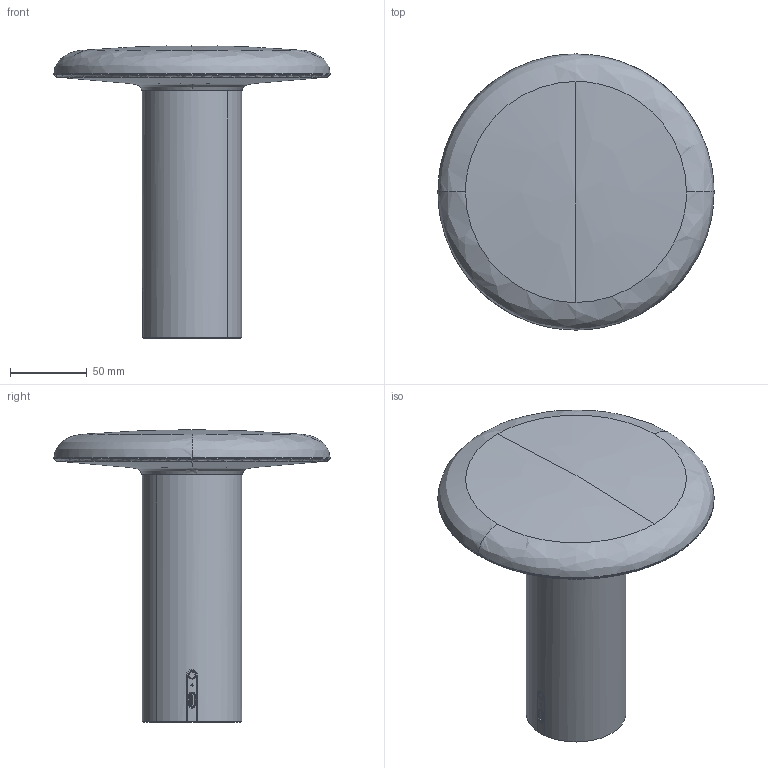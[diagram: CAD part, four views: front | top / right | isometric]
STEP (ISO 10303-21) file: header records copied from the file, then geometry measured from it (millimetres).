
FILE_DESCRIPTION(/* description */ (''),/* implementation_level */ '2;1');
FILE_NAME(/* name */ 'Takku',/* time_stamp */ '2023-05-02T10:20:32+02:00',/* author */ (''),/* organization */ (''),/* preprocessor_version */ 'ST-DEVELOPER v16.5',/* originating_system */ 'Rhino 7.27',/* authorisation */ '');
FILE_SCHEMA (('AUTOMOTIVE_DESIGN'));
Length unit declared in the file: millimetre
Products named in the file (1): Document
Bounding box: 180 x 180 x 190.7 mm (x, y, z)
Volume: 137831.8 mm3; surface area: 187472.3 mm2
Topology: 7 solids, 30 shells, 201 faces, 560 edges, 392 vertices
Faces by surface type: bspline 121, plane 51, cylinder 29
Entity records: 9491 total; most frequent: CARTESIAN_POINT 5253, ORIENTED_EDGE 897, EDGE_CURVE 553, B_SPLINE_CURVE_WITH_KNOTS 414, VERTEX_POINT 386, EDGE_LOOP 211, ADVANCED_FACE 201, FACE_OUTER_BOUND 201
